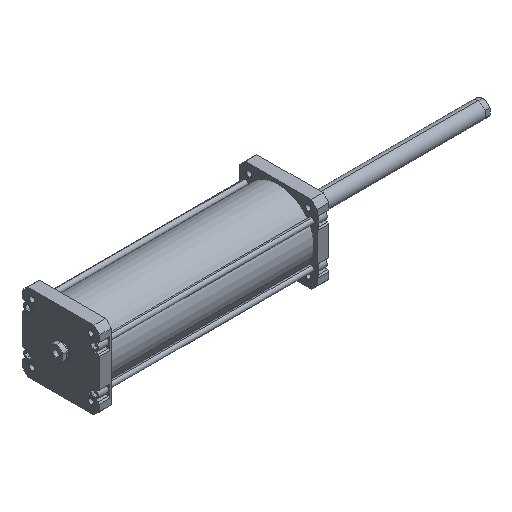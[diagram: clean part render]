
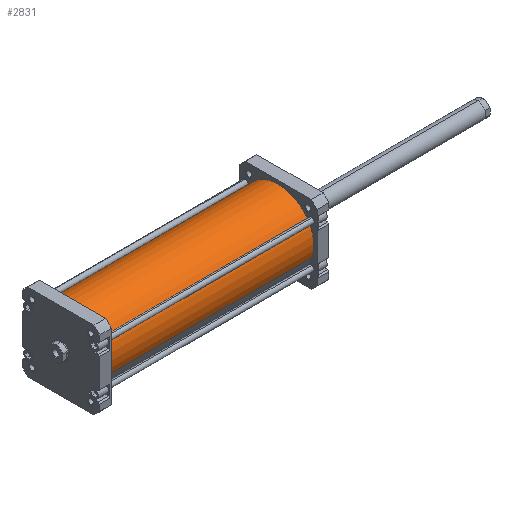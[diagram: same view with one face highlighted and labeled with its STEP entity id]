
A CAD part, isometric view. The second image highlights one B-rep face of the part: STEP entity #2831.
In plain terms, the highlighted cylindrical face has radius 66.5 mm (diameter 133 mm), a partial arc.
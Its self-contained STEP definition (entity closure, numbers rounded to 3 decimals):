
#2 = VERTEX_POINT ( 'NONE', #3920 ) ;
#5 = VERTEX_POINT ( 'NONE', #3843 ) ;
#30 = VERTEX_POINT ( 'NONE', #4294 ) ;
#150 = EDGE_CURVE ( 'NONE', #3988, #2, #982, .T. ) ;
#152 = EDGE_CURVE ( 'NONE', #5, #30, #984, .T. ) ;
#155 = EDGE_CURVE ( 'NONE', #5, #3988, #979, .T. ) ;
#157 = EDGE_CURVE ( 'NONE', #30, #2, #985, .T. ) ;
#467 = AXIS2_PLACEMENT_3D ( 'NONE', #4275, #4241, #4247 ) ;
#474 = AXIS2_PLACEMENT_3D ( 'NONE', #4226, #4080, #4072 ) ;
#649 = AXIS2_PLACEMENT_3D ( 'NONE', #2083, #2084, #2085 ) ;
#972 = VECTOR ( 'NONE', #6150, 1000. ) ;
#976 = VECTOR ( 'NONE', #3767, 1000. ) ;
#979 = LINE ( 'NONE', #6149, #972 ) ;
#982 = CIRCLE ( 'NONE', #467, 66.5 ) ;
#984 = CIRCLE ( 'NONE', #474, 66.5 ) ;
#985 = LINE ( 'NONE', #3772, #976 ) ;
#1617 = FACE_OUTER_BOUND ( 'NONE', #2181, .T. ) ;
#1618 = CYLINDRICAL_SURFACE ( 'NONE', #649, 66.5 ) ;
#2083 = CARTESIAN_POINT ( 'NONE',  ( 0., 0., 384. ) ) ;
#2084 = DIRECTION ( 'NONE',  ( 0., 0., -1. ) ) ;
#2085 = DIRECTION ( 'NONE',  ( -1., 0., 0. ) ) ;
#2181 = EDGE_LOOP ( 'NONE', ( #2663, #2662, #2661, #2660 ) ) ;
#2660 = ORIENTED_EDGE ( 'NONE', *, *, #150, .T. ) ;
#2661 = ORIENTED_EDGE ( 'NONE', *, *, #155, .T. ) ;
#2662 = ORIENTED_EDGE ( 'NONE', *, *, #152, .F. ) ;
#2663 = ORIENTED_EDGE ( 'NONE', *, *, #157, .F. ) ;
#2831 = ADVANCED_FACE ( 'NONE', ( #1617 ), #1618, .T. ) ;
#3767 = DIRECTION ( 'NONE',  ( 0., 0., -1. ) ) ;
#3772 = CARTESIAN_POINT ( 'NONE',  ( 66.5, 0., 384. ) ) ;
#3843 = CARTESIAN_POINT ( 'NONE',  ( -66.5, 0., 384. ) ) ;
#3920 = CARTESIAN_POINT ( 'NONE',  ( 66.5, 0., 0. ) ) ;
#3988 = VERTEX_POINT ( 'NONE', #5353 ) ;
#4072 = DIRECTION ( 'NONE',  ( 1., 0., 0. ) ) ;
#4080 = DIRECTION ( 'NONE',  ( 0., 0., 1. ) ) ;
#4226 = CARTESIAN_POINT ( 'NONE',  ( 0., 0., 384. ) ) ;
#4241 = DIRECTION ( 'NONE',  ( 0., 0., 1. ) ) ;
#4247 = DIRECTION ( 'NONE',  ( 1., 0., 0. ) ) ;
#4275 = CARTESIAN_POINT ( 'NONE',  ( 0., 0., 0. ) ) ;
#4294 = CARTESIAN_POINT ( 'NONE',  ( 66.5, 0., 384. ) ) ;
#5353 = CARTESIAN_POINT ( 'NONE',  ( -66.5, 0., 0. ) ) ;
#6149 = CARTESIAN_POINT ( 'NONE',  ( -66.5, 0., 384. ) ) ;
#6150 = DIRECTION ( 'NONE',  ( 0., 0., -1. ) ) ;
